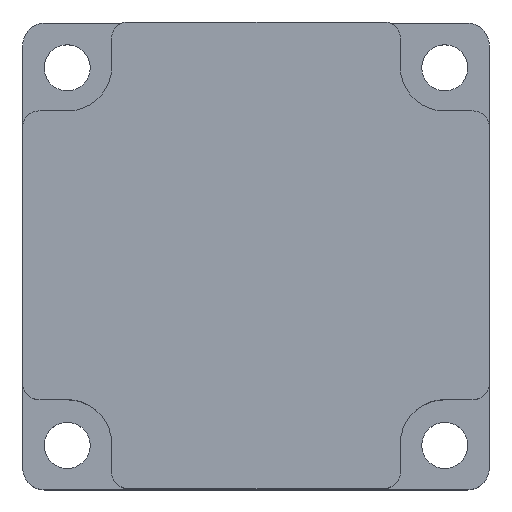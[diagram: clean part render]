
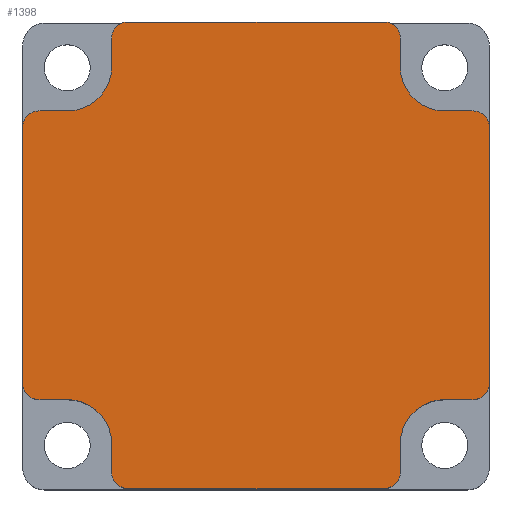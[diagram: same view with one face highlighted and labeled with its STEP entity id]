
A CAD part, top view. The second image highlights one B-rep face of the part: STEP entity #1398.
In plain terms, the highlighted planar face has unit normal (0, 0, 1).
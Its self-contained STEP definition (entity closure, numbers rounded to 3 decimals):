
#94=FACE_OUTER_BOUND('',#168,.T.);
#168=EDGE_LOOP('',(#1018,#1019,#1020,#1021,#1022,#1023,#1024,#1025,#1026,
#1027,#1028,#1029,#1030,#1031,#1032,#1033,#1034,#1035,#1036,#1037,#1038,
#1039,#1040,#1041));
#257=CIRCLE('',#1474,3.);
#258=CIRCLE('',#1477,3.);
#259=CIRCLE('',#1480,8.2);
#260=CIRCLE('',#1483,3.);
#261=CIRCLE('',#1486,3.);
#262=CIRCLE('',#1489,8.2);
#263=CIRCLE('',#1492,3.);
#264=CIRCLE('',#1495,3.);
#265=CIRCLE('',#1498,8.2);
#266=CIRCLE('',#1501,3.);
#267=CIRCLE('',#1504,3.);
#268=CIRCLE('',#1507,8.2);
#329=LINE('',#2107,#451);
#332=LINE('',#2115,#454);
#335=LINE('',#2123,#457);
#338=LINE('',#2131,#460);
#341=LINE('',#2139,#463);
#344=LINE('',#2147,#466);
#347=LINE('',#2155,#469);
#350=LINE('',#2163,#472);
#353=LINE('',#2171,#475);
#356=LINE('',#2179,#478);
#359=LINE('',#2187,#481);
#362=LINE('',#2194,#484);
#451=VECTOR('',#1675,47.2);
#454=VECTOR('',#1684,5.2);
#457=VECTOR('',#1693,5.2);
#460=VECTOR('',#1702,47.2);
#463=VECTOR('',#1711,5.2);
#466=VECTOR('',#1720,5.2);
#469=VECTOR('',#1729,47.2);
#472=VECTOR('',#1738,5.2);
#475=VECTOR('',#1747,5.2);
#478=VECTOR('',#1756,47.2);
#481=VECTOR('',#1765,5.2);
#484=VECTOR('',#1774,5.2);
#595=VERTEX_POINT('',#2100);
#596=VERTEX_POINT('',#2102);
#597=VERTEX_POINT('',#2106);
#598=VERTEX_POINT('',#2110);
#599=VERTEX_POINT('',#2114);
#600=VERTEX_POINT('',#2118);
#601=VERTEX_POINT('',#2122);
#602=VERTEX_POINT('',#2126);
#603=VERTEX_POINT('',#2130);
#604=VERTEX_POINT('',#2134);
#605=VERTEX_POINT('',#2138);
#606=VERTEX_POINT('',#2142);
#607=VERTEX_POINT('',#2146);
#608=VERTEX_POINT('',#2150);
#609=VERTEX_POINT('',#2154);
#610=VERTEX_POINT('',#2158);
#611=VERTEX_POINT('',#2162);
#612=VERTEX_POINT('',#2166);
#613=VERTEX_POINT('',#2170);
#614=VERTEX_POINT('',#2174);
#615=VERTEX_POINT('',#2178);
#616=VERTEX_POINT('',#2182);
#617=VERTEX_POINT('',#2186);
#618=VERTEX_POINT('',#2190);
#729=EDGE_CURVE('',#596,#595,#257,.T.);
#731=EDGE_CURVE('',#597,#596,#329,.T.);
#733=EDGE_CURVE('',#598,#597,#258,.T.);
#735=EDGE_CURVE('',#599,#598,#332,.T.);
#737=EDGE_CURVE('',#600,#599,#259,.T.);
#739=EDGE_CURVE('',#601,#600,#335,.T.);
#741=EDGE_CURVE('',#602,#601,#260,.T.);
#743=EDGE_CURVE('',#603,#602,#338,.T.);
#745=EDGE_CURVE('',#604,#603,#261,.T.);
#747=EDGE_CURVE('',#605,#604,#341,.T.);
#749=EDGE_CURVE('',#606,#605,#262,.T.);
#751=EDGE_CURVE('',#607,#606,#344,.T.);
#753=EDGE_CURVE('',#608,#607,#263,.T.);
#755=EDGE_CURVE('',#609,#608,#347,.T.);
#757=EDGE_CURVE('',#610,#609,#264,.T.);
#759=EDGE_CURVE('',#611,#610,#350,.T.);
#761=EDGE_CURVE('',#612,#611,#265,.T.);
#763=EDGE_CURVE('',#613,#612,#353,.T.);
#765=EDGE_CURVE('',#614,#613,#266,.T.);
#767=EDGE_CURVE('',#615,#614,#356,.T.);
#769=EDGE_CURVE('',#616,#615,#267,.T.);
#771=EDGE_CURVE('',#617,#616,#359,.T.);
#773=EDGE_CURVE('',#618,#617,#268,.T.);
#775=EDGE_CURVE('',#595,#618,#362,.T.);
#1018=ORIENTED_EDGE('',*,*,#775,.T.);
#1019=ORIENTED_EDGE('',*,*,#773,.T.);
#1020=ORIENTED_EDGE('',*,*,#771,.T.);
#1021=ORIENTED_EDGE('',*,*,#769,.T.);
#1022=ORIENTED_EDGE('',*,*,#767,.T.);
#1023=ORIENTED_EDGE('',*,*,#765,.T.);
#1024=ORIENTED_EDGE('',*,*,#763,.T.);
#1025=ORIENTED_EDGE('',*,*,#761,.T.);
#1026=ORIENTED_EDGE('',*,*,#759,.T.);
#1027=ORIENTED_EDGE('',*,*,#757,.T.);
#1028=ORIENTED_EDGE('',*,*,#755,.T.);
#1029=ORIENTED_EDGE('',*,*,#753,.T.);
#1030=ORIENTED_EDGE('',*,*,#751,.T.);
#1031=ORIENTED_EDGE('',*,*,#749,.T.);
#1032=ORIENTED_EDGE('',*,*,#747,.T.);
#1033=ORIENTED_EDGE('',*,*,#745,.T.);
#1034=ORIENTED_EDGE('',*,*,#743,.T.);
#1035=ORIENTED_EDGE('',*,*,#741,.T.);
#1036=ORIENTED_EDGE('',*,*,#739,.T.);
#1037=ORIENTED_EDGE('',*,*,#737,.T.);
#1038=ORIENTED_EDGE('',*,*,#735,.T.);
#1039=ORIENTED_EDGE('',*,*,#733,.T.);
#1040=ORIENTED_EDGE('',*,*,#731,.T.);
#1041=ORIENTED_EDGE('',*,*,#729,.T.);
#1275=PLANE('',#1509);
#1398=ADVANCED_FACE('',(#94),#1275,.T.);
#1474=AXIS2_PLACEMENT_3D('',#2103,#1670,#1671);
#1477=AXIS2_PLACEMENT_3D('',#2111,#1679,#1680);
#1480=AXIS2_PLACEMENT_3D('',#2119,#1688,#1689);
#1483=AXIS2_PLACEMENT_3D('',#2127,#1697,#1698);
#1486=AXIS2_PLACEMENT_3D('',#2135,#1706,#1707);
#1489=AXIS2_PLACEMENT_3D('',#2143,#1715,#1716);
#1492=AXIS2_PLACEMENT_3D('',#2151,#1724,#1725);
#1495=AXIS2_PLACEMENT_3D('',#2159,#1733,#1734);
#1498=AXIS2_PLACEMENT_3D('',#2167,#1742,#1743);
#1501=AXIS2_PLACEMENT_3D('',#2175,#1751,#1752);
#1504=AXIS2_PLACEMENT_3D('',#2183,#1760,#1761);
#1507=AXIS2_PLACEMENT_3D('',#2191,#1769,#1770);
#1509=AXIS2_PLACEMENT_3D('',#2195,#1775,#1776);
#1670=DIRECTION('center_axis',(0.,0.,1.));
#1671=DIRECTION('ref_axis',(0.,1.,0.));
#1675=DIRECTION('',(1.,0.,0.));
#1679=DIRECTION('center_axis',(0.,0.,1.));
#1680=DIRECTION('ref_axis',(1.,0.,0.));
#1684=DIRECTION('',(0.,-1.,0.));
#1688=DIRECTION('center_axis',(0.,0.,-1.));
#1689=DIRECTION('ref_axis',(1.,0.,0.));
#1693=DIRECTION('',(1.,0.,0.));
#1697=DIRECTION('center_axis',(0.,0.,1.));
#1698=DIRECTION('ref_axis',(1.,0.,0.));
#1702=DIRECTION('',(0.,-1.,0.));
#1706=DIRECTION('center_axis',(0.,0.,1.));
#1707=DIRECTION('ref_axis',(0.,-1.,0.));
#1711=DIRECTION('',(-1.,0.,0.));
#1715=DIRECTION('center_axis',(0.,0.,-1.));
#1716=DIRECTION('ref_axis',(0.,-1.,0.));
#1720=DIRECTION('',(0.,-1.,0.));
#1724=DIRECTION('center_axis',(0.,0.,1.));
#1725=DIRECTION('ref_axis',(0.,-1.,0.));
#1729=DIRECTION('',(-1.,0.,0.));
#1733=DIRECTION('center_axis',(0.,0.,1.));
#1734=DIRECTION('ref_axis',(-1.,0.,0.));
#1738=DIRECTION('',(0.,1.,0.));
#1742=DIRECTION('center_axis',(0.,0.,-1.));
#1743=DIRECTION('ref_axis',(-1.,0.,0.));
#1747=DIRECTION('',(-1.,0.,0.));
#1751=DIRECTION('center_axis',(0.,0.,1.));
#1752=DIRECTION('ref_axis',(-1.,0.,0.));
#1756=DIRECTION('',(0.,1.,0.));
#1760=DIRECTION('center_axis',(0.,0.,1.));
#1761=DIRECTION('ref_axis',(0.,1.,0.));
#1765=DIRECTION('',(1.,0.,0.));
#1769=DIRECTION('center_axis',(0.,0.,-1.));
#1770=DIRECTION('ref_axis',(0.,1.,0.));
#1774=DIRECTION('',(0.,1.,0.));
#1775=DIRECTION('center_axis',(0.,0.,1.));
#1776=DIRECTION('ref_axis',(1.,0.,0.));
#2100=CARTESIAN_POINT('',(-16.4,3.,152.));
#2102=CARTESIAN_POINT('',(-19.4,0.,152.));
#2103=CARTESIAN_POINT('Origin',(-19.4,3.,152.));
#2106=CARTESIAN_POINT('',(-66.6,0.,152.));
#2107=CARTESIAN_POINT('',(-19.4,0.,152.));
#2110=CARTESIAN_POINT('',(-69.6,3.,152.));
#2111=CARTESIAN_POINT('Origin',(-66.6,3.,152.));
#2114=CARTESIAN_POINT('',(-69.6,8.2,152.));
#2115=CARTESIAN_POINT('',(-69.6,3.,152.));
#2118=CARTESIAN_POINT('',(-77.8,16.4,152.));
#2119=CARTESIAN_POINT('Origin',(-77.8,8.2,152.));
#2122=CARTESIAN_POINT('',(-83.,16.4,152.));
#2123=CARTESIAN_POINT('',(-77.8,16.4,152.));
#2126=CARTESIAN_POINT('',(-86.,19.4,152.));
#2127=CARTESIAN_POINT('Origin',(-83.,19.4,152.));
#2130=CARTESIAN_POINT('',(-86.,66.6,152.));
#2131=CARTESIAN_POINT('',(-86.,19.4,152.));
#2134=CARTESIAN_POINT('',(-83.,69.6,152.));
#2135=CARTESIAN_POINT('Origin',(-83.,66.6,152.));
#2138=CARTESIAN_POINT('',(-77.8,69.6,152.));
#2139=CARTESIAN_POINT('',(-83.,69.6,152.));
#2142=CARTESIAN_POINT('',(-69.6,77.8,152.));
#2143=CARTESIAN_POINT('Origin',(-77.8,77.8,152.));
#2146=CARTESIAN_POINT('',(-69.6,83.,152.));
#2147=CARTESIAN_POINT('',(-69.6,77.8,152.));
#2150=CARTESIAN_POINT('',(-66.6,86.,152.));
#2151=CARTESIAN_POINT('Origin',(-66.6,83.,152.));
#2154=CARTESIAN_POINT('',(-19.4,86.,152.));
#2155=CARTESIAN_POINT('',(-66.6,86.,152.));
#2158=CARTESIAN_POINT('',(-16.4,83.,152.));
#2159=CARTESIAN_POINT('Origin',(-19.4,83.,152.));
#2162=CARTESIAN_POINT('',(-16.4,77.8,152.));
#2163=CARTESIAN_POINT('',(-16.4,83.,152.));
#2166=CARTESIAN_POINT('',(-8.2,69.6,152.));
#2167=CARTESIAN_POINT('Origin',(-8.2,77.8,152.));
#2170=CARTESIAN_POINT('',(-3.,69.6,152.));
#2171=CARTESIAN_POINT('',(-8.2,69.6,152.));
#2174=CARTESIAN_POINT('',(0.,66.6,152.));
#2175=CARTESIAN_POINT('Origin',(-3.,66.6,152.));
#2178=CARTESIAN_POINT('',(0.,19.4,152.));
#2179=CARTESIAN_POINT('',(0.,66.6,152.));
#2182=CARTESIAN_POINT('',(-3.,16.4,152.));
#2183=CARTESIAN_POINT('Origin',(-3.,19.4,152.));
#2186=CARTESIAN_POINT('',(-8.2,16.4,152.));
#2187=CARTESIAN_POINT('',(-3.,16.4,152.));
#2190=CARTESIAN_POINT('',(-16.4,8.2,152.));
#2191=CARTESIAN_POINT('Origin',(-8.2,8.2,152.));
#2194=CARTESIAN_POINT('',(-16.4,8.2,152.));
#2195=CARTESIAN_POINT('Origin',(-43.,43.,152.));
